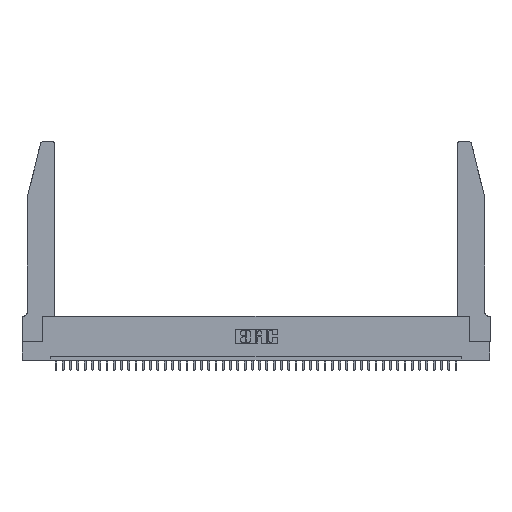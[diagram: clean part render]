
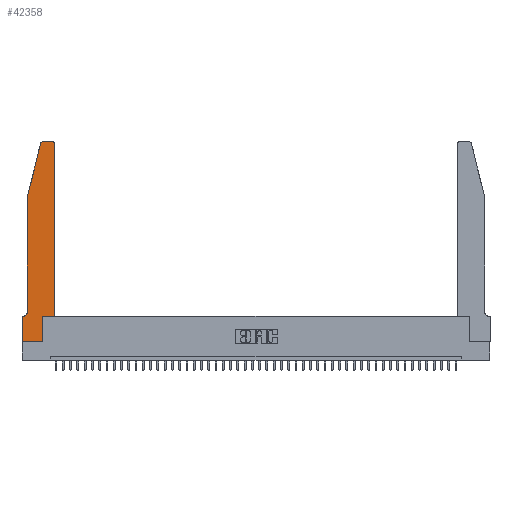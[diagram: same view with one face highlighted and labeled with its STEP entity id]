
A CAD part, top view. The second image highlights one B-rep face of the part: STEP entity #42358.
In plain terms, the highlighted planar face has unit normal (0, 0, 1).
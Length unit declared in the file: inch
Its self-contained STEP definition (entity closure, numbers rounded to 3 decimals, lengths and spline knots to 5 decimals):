
#593 = DIRECTION ( 'NONE',  ( 0., 1., 0. ) ) ;
#811 = AXIS2_PLACEMENT_3D ( 'NONE', #12744, #8854, #5310 ) ;
#849 = CARTESIAN_POINT ( 'NONE',  ( 0.0755, 2., 0.37 ) ) ;
#1605 = VECTOR ( 'NONE', #4094, 39.37008 ) ;
#3575 = DIRECTION ( 'NONE',  ( 0., -1., 0. ) ) ;
#4094 = DIRECTION ( 'NONE',  ( 0., 1., 0. ) ) ;
#4461 = CIRCLE ( 'NONE', #17512, 0.03 ) ;
#4769 = LINE ( 'NONE', #4812, #41782 ) ;
#4812 = CARTESIAN_POINT ( 'NONE',  ( 0.0755, 0.35, 0.37 ) ) ;
#5310 = DIRECTION ( 'NONE',  ( 1., 0., 0. ) ) ;
#5354 = VERTEX_POINT ( 'NONE', #44718 ) ;
#5845 = DIRECTION ( 'NONE',  ( 0., 0., 1. ) ) ;
#6755 = VERTEX_POINT ( 'NONE', #38533 ) ;
#7481 = EDGE_CURVE ( 'NONE', #38768, #43802, #4769, .T. ) ;
#7614 = FACE_OUTER_BOUND ( 'NONE', #38509, .T. ) ;
#8408 = DIRECTION ( 'NONE',  ( 0., 0., 1. ) ) ;
#8680 = DIRECTION ( 'NONE',  ( 0., 0., -1. ) ) ;
#8854 = DIRECTION ( 'NONE',  ( 0., 0., 1. ) ) ;
#10073 = VECTOR ( 'NONE', #20807, 39.37008 ) ;
#10253 = CARTESIAN_POINT ( 'NONE',  ( 0.0755, 0.42, 0.37 ) ) ;
#10351 = CARTESIAN_POINT ( 'NONE',  ( 0.4505, 0.35, 0.37 ) ) ;
#10673 = ORIENTED_EDGE ( 'NONE', *, *, #30860, .T. ) ;
#10683 = VECTOR ( 'NONE', #3575, 39.37008 ) ;
#10887 = LINE ( 'NONE', #21949, #1605 ) ;
#11015 = CARTESIAN_POINT ( 'NONE',  ( 0.2865, 0.35, 0.37 ) ) ;
#11217 = ORIENTED_EDGE ( 'NONE', *, *, #43654, .T. ) ;
#12267 = CARTESIAN_POINT ( 'NONE',  ( 0.0055, 0.42, 0.37 ) ) ;
#12516 = VERTEX_POINT ( 'NONE', #10253 ) ;
#12647 = DIRECTION ( 'NONE',  ( 1., 0., 0. ) ) ;
#12744 = CARTESIAN_POINT ( 'NONE',  ( 0., 0.35, 0.37 ) ) ;
#12830 = VERTEX_POINT ( 'NONE', #40342 ) ;
#12986 = CARTESIAN_POINT ( 'NONE',  ( 0.0755, 2., 0.37 ) ) ;
#13155 = VECTOR ( 'NONE', #16622, 39.37008 ) ;
#14199 = CARTESIAN_POINT ( 'NONE',  ( 0., 0., 0.37 ) ) ;
#14212 = EDGE_CURVE ( 'NONE', #25552, #5354, #32442, .T. ) ;
#14804 = LINE ( 'NONE', #11015, #20324 ) ;
#15034 = DIRECTION ( 'NONE',  ( -1., 0., 0. ) ) ;
#15092 = ORIENTED_EDGE ( 'NONE', *, *, #15459, .T. ) ;
#15459 = EDGE_CURVE ( 'NONE', #43802, #44341, #37905, .T. ) ;
#15786 = VECTOR ( 'NONE', #31337, 39.37008 ) ;
#16244 = CARTESIAN_POINT ( 'NONE',  ( 0., 0., 0.37 ) ) ;
#16289 = CARTESIAN_POINT ( 'NONE',  ( 0.4205, 2.72, 0.37 ) ) ;
#16507 = VERTEX_POINT ( 'NONE', #43021 ) ;
#16622 = DIRECTION ( 'NONE',  ( 0., -1., 0. ) ) ;
#17512 = AXIS2_PLACEMENT_3D ( 'NONE', #16289, #5845, #12647 ) ;
#17661 = EDGE_CURVE ( 'NONE', #38915, #12830, #39217, .T. ) ;
#18473 = EDGE_CURVE ( 'NONE', #38208, #31944, #10887, .T. ) ;
#19067 = LINE ( 'NONE', #12986, #13155 ) ;
#19868 = CARTESIAN_POINT ( 'NONE',  ( 0.4505, 2.72, 0.37 ) ) ;
#20324 = VECTOR ( 'NONE', #593, 39.37008 ) ;
#20435 = ORIENTED_EDGE ( 'NONE', *, *, #23299, .T. ) ;
#20693 = ORIENTED_EDGE ( 'NONE', *, *, #42067, .T. ) ;
#20807 = DIRECTION ( 'NONE',  ( 1., 0., 0. ) ) ;
#21128 = EDGE_CURVE ( 'NONE', #12516, #38768, #32841, .T. ) ;
#21337 = EDGE_CURVE ( 'NONE', #6755, #16507, #14804, .T. ) ;
#21805 = CARTESIAN_POINT ( 'NONE',  ( 0.4205, 2.75, 0.37 ) ) ;
#21949 = CARTESIAN_POINT ( 'NONE',  ( 0.4505, 0.35, 0.37 ) ) ;
#22949 = ORIENTED_EDGE ( 'NONE', *, *, #7481, .T. ) ;
#23211 = VECTOR ( 'NONE', #32038, 39.37008 ) ;
#23299 = EDGE_CURVE ( 'NONE', #5354, #12516, #19067, .T. ) ;
#24425 = CARTESIAN_POINT ( 'NONE',  ( 0.0055, 0.35, 0.37 ) ) ;
#25552 = VERTEX_POINT ( 'NONE', #37300 ) ;
#25581 = DIRECTION ( 'NONE',  ( -1., 0., 0. ) ) ;
#28779 = DIRECTION ( 'NONE',  ( -1., 0., 0. ) ) ;
#28865 = CARTESIAN_POINT ( 'NONE',  ( 0.4505, 0.35, 0.37 ) ) ;
#29202 = AXIS2_PLACEMENT_3D ( 'NONE', #40145, #8408, #29492 ) ;
#29492 = DIRECTION ( 'NONE',  ( 1., 0., 0. ) ) ;
#30081 = AXIS2_PLACEMENT_3D ( 'NONE', #12267, #8680, #25581 ) ;
#30373 = ORIENTED_EDGE ( 'NONE', *, *, #21337, .T. ) ;
#30860 = EDGE_CURVE ( 'NONE', #16507, #38208, #35523, .T. ) ;
#31337 = DIRECTION ( 'NONE',  ( 1., 0., 0. ) ) ;
#31944 = VERTEX_POINT ( 'NONE', #19868 ) ;
#32038 = DIRECTION ( 'NONE',  ( -0.239, -0.971, 0. ) ) ;
#32125 = ORIENTED_EDGE ( 'NONE', *, *, #21128, .T. ) ;
#32442 = LINE ( 'NONE', #849, #23211 ) ;
#32841 = CIRCLE ( 'NONE', #30081, 0.07 ) ;
#33913 = CARTESIAN_POINT ( 'NONE',  ( 0., 0.35, 0.37 ) ) ;
#34048 = CARTESIAN_POINT ( 'NONE',  ( 0.2605, 2.75, 0.37 ) ) ;
#35523 = LINE ( 'NONE', #10351, #10073 ) ;
#35924 = ORIENTED_EDGE ( 'NONE', *, *, #17661, .T. ) ;
#37300 = CARTESIAN_POINT ( 'NONE',  ( 0.25487, 2.72718, 0.37 ) ) ;
#37474 = CIRCLE ( 'NONE', #29202, 0.03 ) ;
#37689 = VECTOR ( 'NONE', #15034, 39.37008 ) ;
#37905 = LINE ( 'NONE', #14199, #10683 ) ;
#38039 = CARTESIAN_POINT ( 'NONE',  ( 0., 0., 0.37 ) ) ;
#38208 = VERTEX_POINT ( 'NONE', #28865 ) ;
#38509 = EDGE_LOOP ( 'NONE', ( #35924, #11217, #43441, #20435, #32125, #22949, #15092, #20693, #30373, #10673, #40840, #44459 ) ) ;
#38533 = CARTESIAN_POINT ( 'NONE',  ( 0.2865, 0., 0.37 ) ) ;
#38768 = VERTEX_POINT ( 'NONE', #24425 ) ;
#38915 = VERTEX_POINT ( 'NONE', #21805 ) ;
#39217 = LINE ( 'NONE', #34048, #37689 ) ;
#40145 = CARTESIAN_POINT ( 'NONE',  ( 0.284, 2.72, 0.37 ) ) ;
#40342 = CARTESIAN_POINT ( 'NONE',  ( 0.284, 2.75, 0.37 ) ) ;
#40572 = PLANE ( 'NONE',  #811 ) ;
#40840 = ORIENTED_EDGE ( 'NONE', *, *, #18473, .T. ) ;
#40939 = EDGE_CURVE ( 'NONE', #31944, #38915, #4461, .T. ) ;
#41782 = VECTOR ( 'NONE', #28779, 39.37008 ) ;
#42067 = EDGE_CURVE ( 'NONE', #44341, #6755, #43512, .T. ) ;
#42358 = ADVANCED_FACE ( 'NONE', ( #7614 ), #40572, .T. ) ;
#43021 = CARTESIAN_POINT ( 'NONE',  ( 0.2865, 0.35, 0.37 ) ) ;
#43441 = ORIENTED_EDGE ( 'NONE', *, *, #14212, .T. ) ;
#43512 = LINE ( 'NONE', #38039, #15786 ) ;
#43654 = EDGE_CURVE ( 'NONE', #12830, #25552, #37474, .T. ) ;
#43802 = VERTEX_POINT ( 'NONE', #33913 ) ;
#44341 = VERTEX_POINT ( 'NONE', #16244 ) ;
#44459 = ORIENTED_EDGE ( 'NONE', *, *, #40939, .T. ) ;
#44718 = CARTESIAN_POINT ( 'NONE',  ( 0.0755, 2., 0.37 ) ) ;
